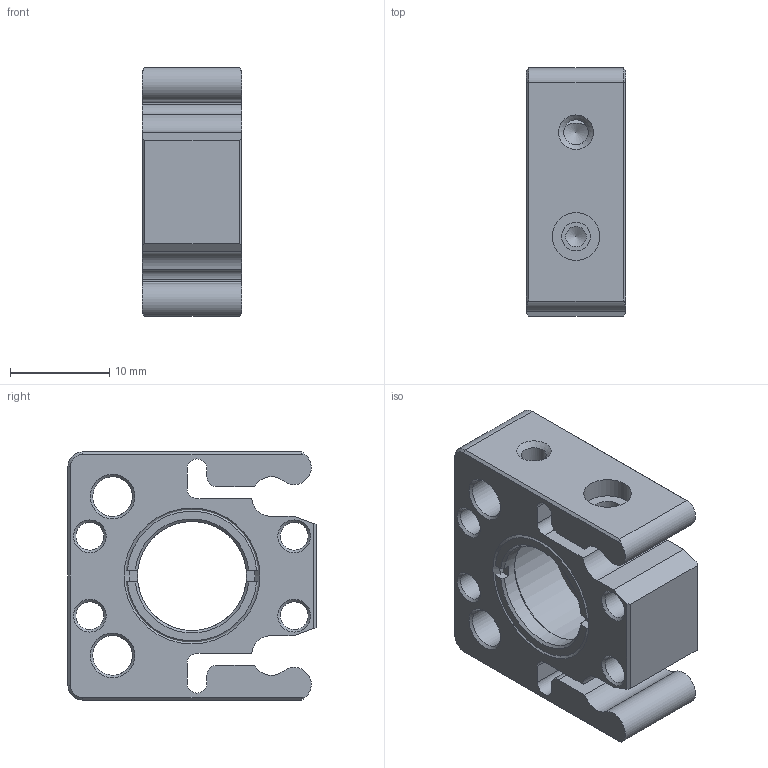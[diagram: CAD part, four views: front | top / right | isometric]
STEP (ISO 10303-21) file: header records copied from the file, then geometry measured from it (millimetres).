
FILE_DESCRIPTION (( 'STEP AP203' ), '1' );
FILE_NAME ('530124.STEP', '2025-04-27T08:16:53', ( 'Windows User' ), ( 'P R C' ), 'SwSTEP 2.0', 'SolidWorks 2020', '' );
FILE_SCHEMA (( 'CONFIG_CONTROL_DESIGN' ));
Length unit declared in the file: millimetre
Products named in the file (1): 530124
Bounding box: 10 x 25 x 25 mm (x, y, z)
Volume: 3718.7 mm3; surface area: 3798.8 mm2
Topology: 3 solids, 3 shells, 121 faces, 323 edges, 206 vertices
Faces by surface type: plane 46, cone 40, cylinder 35
Full cylindrical faces by diameter (mm): 2.05 x2, 2.5 x2, 2.8 x4, 2.9 x2, 4 x2, 4.8 x2, 11 x2, 12.7 x1, 13.59 x2
Entity records: 3561 total; most frequent: CARTESIAN_POINT 720, DIRECTION 586, ORIENTED_EDGE 512, EDGE_CURVE 256, AXIS2_PLACEMENT_3D 234, EDGE_LOOP 186, VERTEX_POINT 184, FACE_OUTER_BOUND 138
